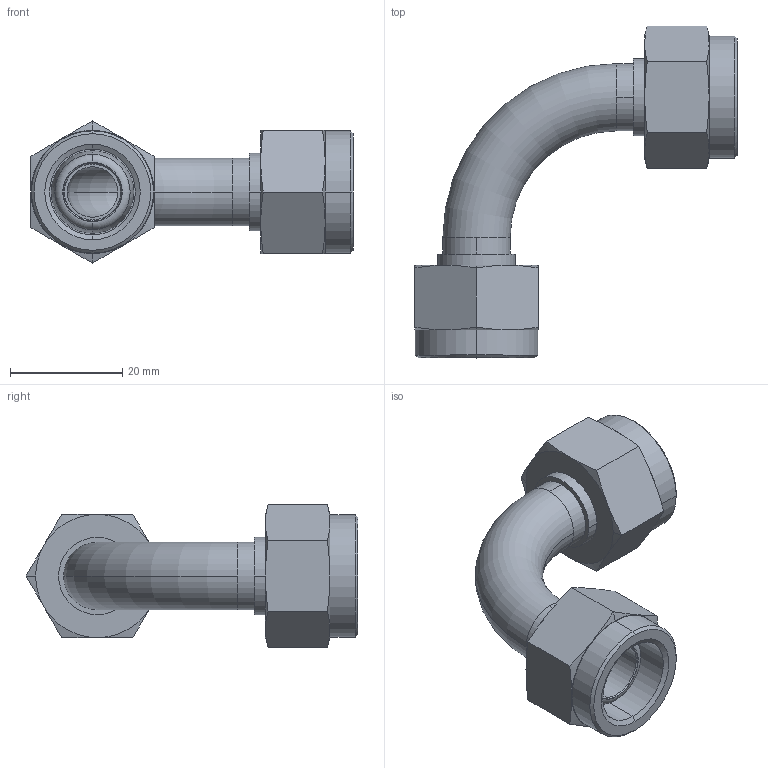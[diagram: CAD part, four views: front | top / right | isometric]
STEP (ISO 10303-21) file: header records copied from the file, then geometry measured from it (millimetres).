
FILE_DESCRIPTION( ( '' ), '1' );
FILE_NAME( '662901812.stp', '2012-08-28T12:26:59', ( '' ), ( '' ), ' ', ' ', ' ' );
FILE_SCHEMA( ( 'CONFIG_CONTROL_DESIGN' ) );
Length unit declared in the file: millimetre
Products named in the file (3): 1; 2; 3
Bounding box: 57.5 x 59.2 x 25.4 mm (x, y, z)
Volume: 12181.8 mm3; surface area: 10583.8 mm2
Topology: 3 solids, 3 shells, 128 faces, 282 edges, 174 vertices
Faces by surface type: cone 48, cylinder 36, plane 32, torus 12
Entity records: 3648 total; most frequent: CARTESIAN_POINT 683, DIRECTION 658, ORIENTED_EDGE 564, AXIS2_PLACEMENT_3D 293, EDGE_CURVE 282, VERTEX_POINT 174, CIRCLE 162, EDGE_LOOP 148
